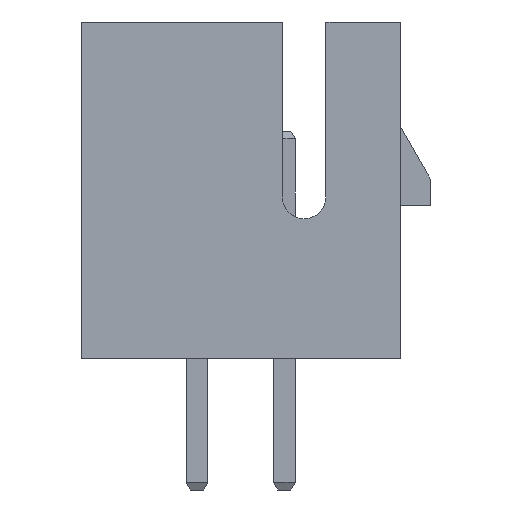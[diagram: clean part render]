
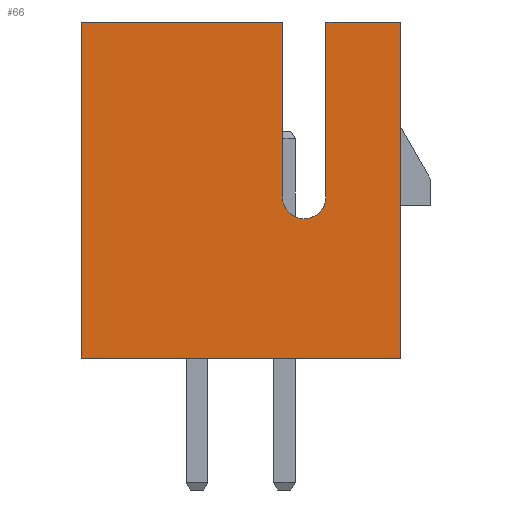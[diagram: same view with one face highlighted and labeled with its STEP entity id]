
A CAD part, left-side view. The second image highlights one B-rep face of the part: STEP entity #66.
In plain terms, the highlighted planar face has unit normal (-1, 0, 0).
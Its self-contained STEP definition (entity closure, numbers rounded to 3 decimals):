
#40 = CARTESIAN_POINT ( 'NONE',  ( -3., 0., 7.7 ) ) ;
#54 = VERTEX_POINT ( 'NONE', #192 ) ;
#66 = ADVANCED_FACE ( 'NONE', ( #2533 ), #2948, .T. ) ;
#109 = DIRECTION ( 'NONE',  ( 0., 1., 0. ) ) ;
#192 = CARTESIAN_POINT ( 'NONE',  ( -3., -0.95, 3.7 ) ) ;
#208 = DIRECTION ( 'NONE',  ( 0., 0., 1. ) ) ;
#214 = VERTEX_POINT ( 'NONE', #349 ) ;
#228 = CARTESIAN_POINT ( 'NONE',  ( -3., 3.65, 7.7 ) ) ;
#236 = EDGE_CURVE ( 'NONE', #214, #2266, #525, .T. ) ;
#291 = EDGE_CURVE ( 'NONE', #54, #2585, #1022, .T. ) ;
#328 = EDGE_CURVE ( 'NONE', #1481, #2266, #1373, .T. ) ;
#333 = CIRCLE ( 'NONE', #515, 0.5 ) ;
#349 = CARTESIAN_POINT ( 'NONE',  ( -3., -3.65, 7.7 ) ) ;
#476 = VECTOR ( 'NONE', #2192, 1000. ) ;
#510 = EDGE_LOOP ( 'NONE', ( #973, #683, #2054, #1107, #910, #2107, #2538, #2917 ) ) ;
#515 = AXIS2_PLACEMENT_3D ( 'NONE', #623, #1853, #1620 ) ;
#525 = LINE ( 'NONE', #1486, #718 ) ;
#540 = CARTESIAN_POINT ( 'NONE',  ( -3., -1.95, 0. ) ) ;
#546 = CARTESIAN_POINT ( 'NONE',  ( -3., 3.65, 0. ) ) ;
#623 = CARTESIAN_POINT ( 'NONE',  ( -3., -1.45, 3.7 ) ) ;
#683 = ORIENTED_EDGE ( 'NONE', *, *, #291, .T. ) ;
#718 = VECTOR ( 'NONE', #1249, 1000. ) ;
#724 = VECTOR ( 'NONE', #1919, 1000. ) ;
#896 = DIRECTION ( 'NONE',  ( -1., 0., 0. ) ) ;
#910 = ORIENTED_EDGE ( 'NONE', *, *, #328, .T. ) ;
#911 = EDGE_CURVE ( 'NONE', #1481, #2400, #1260, .T. ) ;
#960 = LINE ( 'NONE', #40, #724 ) ;
#973 = ORIENTED_EDGE ( 'NONE', *, *, #1048, .T. ) ;
#1002 = DIRECTION ( 'NONE',  ( 0., 0., -1. ) ) ;
#1022 = LINE ( 'NONE', #2900, #2143 ) ;
#1047 = LINE ( 'NONE', #2214, #1234 ) ;
#1048 = EDGE_CURVE ( 'NONE', #1799, #54, #333, .T. ) ;
#1086 = EDGE_CURVE ( 'NONE', #2400, #2585, #960, .T. ) ;
#1107 = ORIENTED_EDGE ( 'NONE', *, *, #911, .F. ) ;
#1117 = CARTESIAN_POINT ( 'NONE',  ( -3., 0., 0. ) ) ;
#1162 = VERTEX_POINT ( 'NONE', #2813 ) ;
#1234 = VECTOR ( 'NONE', #109, 1000. ) ;
#1249 = DIRECTION ( 'NONE',  ( 0., 0., -1. ) ) ;
#1260 = LINE ( 'NONE', #2467, #476 ) ;
#1355 = CARTESIAN_POINT ( 'NONE',  ( -3., -3.65, 0. ) ) ;
#1367 = AXIS2_PLACEMENT_3D ( 'NONE', #1582, #896, #208 ) ;
#1373 = LINE ( 'NONE', #1117, #2394 ) ;
#1481 = VERTEX_POINT ( 'NONE', #546 ) ;
#1486 = CARTESIAN_POINT ( 'NONE',  ( -3., -3.65, 0. ) ) ;
#1582 = CARTESIAN_POINT ( 'NONE',  ( -3., 3.65, 0. ) ) ;
#1620 = DIRECTION ( 'NONE',  ( 0., 0., 1. ) ) ;
#1630 = CARTESIAN_POINT ( 'NONE',  ( -3., -0.95, 7.7 ) ) ;
#1757 = DIRECTION ( 'NONE',  ( 0., 0., 1. ) ) ;
#1799 = VERTEX_POINT ( 'NONE', #2185 ) ;
#1853 = DIRECTION ( 'NONE',  ( 1., 0., 0. ) ) ;
#1919 = DIRECTION ( 'NONE',  ( 0., -1., 0. ) ) ;
#1974 = VECTOR ( 'NONE', #1002, 1000. ) ;
#2054 = ORIENTED_EDGE ( 'NONE', *, *, #1086, .F. ) ;
#2107 = ORIENTED_EDGE ( 'NONE', *, *, #236, .F. ) ;
#2143 = VECTOR ( 'NONE', #1757, 1000. ) ;
#2185 = CARTESIAN_POINT ( 'NONE',  ( -3., -1.95, 3.7 ) ) ;
#2192 = DIRECTION ( 'NONE',  ( 0., 0., 1. ) ) ;
#2214 = CARTESIAN_POINT ( 'NONE',  ( -3., 3.65, 7.7 ) ) ;
#2266 = VERTEX_POINT ( 'NONE', #1355 ) ;
#2394 = VECTOR ( 'NONE', #2745, 1000. ) ;
#2400 = VERTEX_POINT ( 'NONE', #228 ) ;
#2467 = CARTESIAN_POINT ( 'NONE',  ( -3., 3.65, 0. ) ) ;
#2533 = FACE_OUTER_BOUND ( 'NONE', #510, .T. ) ;
#2538 = ORIENTED_EDGE ( 'NONE', *, *, #2728, .T. ) ;
#2585 = VERTEX_POINT ( 'NONE', #1630 ) ;
#2626 = LINE ( 'NONE', #540, #1974 ) ;
#2687 = EDGE_CURVE ( 'NONE', #1162, #1799, #2626, .T. ) ;
#2728 = EDGE_CURVE ( 'NONE', #214, #1162, #1047, .T. ) ;
#2745 = DIRECTION ( 'NONE',  ( 0., -1., 0. ) ) ;
#2813 = CARTESIAN_POINT ( 'NONE',  ( -3., -1.95, 7.7 ) ) ;
#2900 = CARTESIAN_POINT ( 'NONE',  ( -3., -0.95, 0. ) ) ;
#2917 = ORIENTED_EDGE ( 'NONE', *, *, #2687, .T. ) ;
#2948 = PLANE ( 'NONE',  #1367 ) ;
